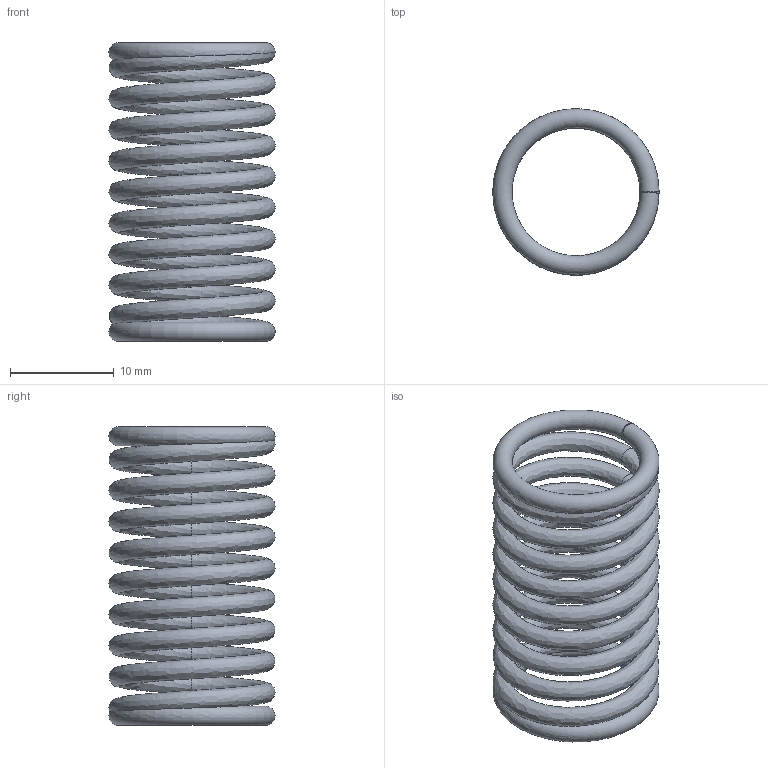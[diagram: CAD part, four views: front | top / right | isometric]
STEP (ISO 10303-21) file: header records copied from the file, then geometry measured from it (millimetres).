
FILE_DESCRIPTION(('FreeCAD Model'),'2;1');
FILE_NAME('ressort.step','2015-11-17T23:26:37',('Author'),( ''),'Open CASCADE STEP processor 6.8','FreeCAD','Unknown');
FILE_SCHEMA(('AUTOMOTIVE_DESIGN_CC2 { 1 2 10303 214 -1 1 5 4 }'));
Length unit declared in the file: millimetre
Products named in the file (2): ASSEMBLY; Fusion001
Assembly tree (1 placements, depth 2):
  ASSEMBLY
    Fusion001
Bounding box: 16.05 x 16.06 x 28.86 mm (x, y, z)
Volume: 1274.4 mm3; surface area: 2659.7 mm2
Topology: 1 solids, 1 shells, 15 faces, 33 edges, 19 vertices
Faces by surface type: bspline 9, torus 4, plane 2
Entity records: 6483 total; most frequent: CARTESIAN_POINT 5828, ORIENTED_EDGE 66, PCURVE 66, DEFINITIONAL_REPRESENTATION 66, DIRECTION 59, B_SPLINE_CURVE_WITH_KNOTS 39, EDGE_CURVE 33, LINE 31
